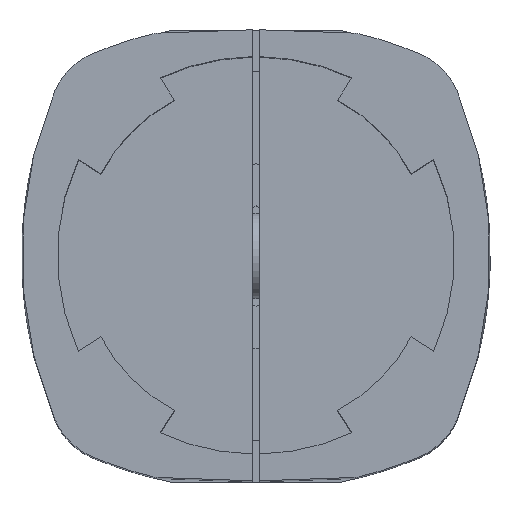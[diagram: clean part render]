
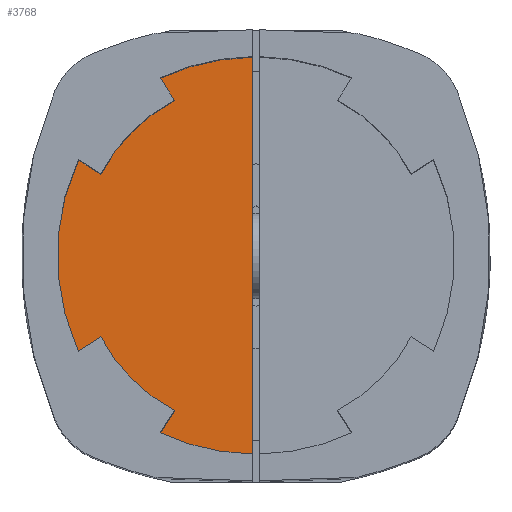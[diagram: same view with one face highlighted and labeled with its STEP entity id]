
A CAD part, top view. The second image highlights one B-rep face of the part: STEP entity #3768.
In plain terms, the highlighted face is planar.
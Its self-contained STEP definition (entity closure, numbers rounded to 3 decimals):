
#256=FACE_OUTER_BOUND('',#473,.T.);
#473=EDGE_LOOP('',(#2701,#2702,#2703,#2704,#2705,#2706,#2707,#2708,#2709,
#2710));
#713=LINE('',#5673,#1066);
#732=LINE('',#5740,#1085);
#733=LINE('',#5744,#1086);
#734=LINE('',#5748,#1087);
#735=LINE('',#5752,#1088);
#1066=VECTOR('',#4557,27.996);
#1085=VECTOR('',#4630,1.867);
#1086=VECTOR('',#4633,1.867);
#1087=VECTOR('',#4636,1.867);
#1088=VECTOR('',#4639,1.867);
#1407=CIRCLE('',#4066,16.);
#1408=CIRCLE('',#4067,12.35);
#1409=CIRCLE('',#4068,16.);
#1410=CIRCLE('',#4069,12.35);
#1411=CIRCLE('',#4070,16.);
#1581=VERTEX_POINT('',#5671);
#1582=VERTEX_POINT('',#5672);
#1602=VERTEX_POINT('',#5737);
#1603=VERTEX_POINT('',#5739);
#1604=VERTEX_POINT('',#5741);
#1605=VERTEX_POINT('',#5743);
#1606=VERTEX_POINT('',#5745);
#1607=VERTEX_POINT('',#5747);
#1608=VERTEX_POINT('',#5749);
#1609=VERTEX_POINT('',#5751);
#1989=EDGE_CURVE('',#1581,#1582,#713,.T.);
#2022=EDGE_CURVE('',#1602,#1581,#1407,.T.);
#2023=EDGE_CURVE('',#1603,#1602,#732,.T.);
#2024=EDGE_CURVE('',#1604,#1603,#1408,.T.);
#2025=EDGE_CURVE('',#1605,#1604,#733,.T.);
#2026=EDGE_CURVE('',#1606,#1605,#1409,.T.);
#2027=EDGE_CURVE('',#1607,#1606,#734,.T.);
#2028=EDGE_CURVE('',#1608,#1607,#1410,.T.);
#2029=EDGE_CURVE('',#1609,#1608,#735,.T.);
#2030=EDGE_CURVE('',#1582,#1609,#1411,.T.);
#2701=ORIENTED_EDGE('',*,*,#2022,.F.);
#2702=ORIENTED_EDGE('',*,*,#2023,.F.);
#2703=ORIENTED_EDGE('',*,*,#2024,.F.);
#2704=ORIENTED_EDGE('',*,*,#2025,.F.);
#2705=ORIENTED_EDGE('',*,*,#2026,.F.);
#2706=ORIENTED_EDGE('',*,*,#2027,.F.);
#2707=ORIENTED_EDGE('',*,*,#2028,.F.);
#2708=ORIENTED_EDGE('',*,*,#2029,.F.);
#2709=ORIENTED_EDGE('',*,*,#2030,.F.);
#2710=ORIENTED_EDGE('',*,*,#1989,.F.);
#3621=PLANE('',#4065);
#3768=ADVANCED_FACE('',(#256),#3621,.T.);
#4065=AXIS2_PLACEMENT_3D('',#5736,#4626,#4627);
#4066=AXIS2_PLACEMENT_3D('',#5738,#4628,#4629);
#4067=AXIS2_PLACEMENT_3D('',#5742,#4631,#4632);
#4068=AXIS2_PLACEMENT_3D('',#5746,#4634,#4635);
#4069=AXIS2_PLACEMENT_3D('',#5750,#4637,#4638);
#4070=AXIS2_PLACEMENT_3D('',#5753,#4640,#4641);
#4557=DIRECTION('',(0.,0.,1.));
#4626=DIRECTION('center_axis',(0.,1.,0.));
#4627=DIRECTION('ref_axis',(-1.,0.,0.));
#4628=DIRECTION('center_axis',(0.,-1.,0.));
#4629=DIRECTION('ref_axis',(-0.422,0.,-0.907));
#4630=DIRECTION('',(-0.536,0.,-0.844));
#4631=DIRECTION('center_axis',(0.,-1.,0.));
#4632=DIRECTION('ref_axis',(-0.885,0.,-0.466));
#4633=DIRECTION('',(0.844,0.,0.536));
#4634=DIRECTION('center_axis',(0.,-1.,0.));
#4635=DIRECTION('ref_axis',(-0.907,0.,0.422));
#4636=DIRECTION('',(-0.844,0.,0.536));
#4637=DIRECTION('center_axis',(0.,-1.,0.));
#4638=DIRECTION('ref_axis',(-0.466,0.,0.885));
#4639=DIRECTION('',(0.536,0.,-0.844));
#4640=DIRECTION('center_axis',(0.,-1.,0.));
#4641=DIRECTION('ref_axis',(-0.016,0.,1.));
#5671=CARTESIAN_POINT('',(-0.25,27.,-13.998));
#5672=CARTESIAN_POINT('',(-0.25,27.,13.998));
#5673=CARTESIAN_POINT('',(-0.25,27.,-13.998));
#5736=CARTESIAN_POINT('Origin',(0.,27.,0.));
#5737=CARTESIAN_POINT('',(-6.75,27.,-12.506));
#5738=CARTESIAN_POINT('Origin',(0.,27.,2.));
#5739=CARTESIAN_POINT('',(-5.75,27.,-10.93));
#5740=CARTESIAN_POINT('',(-5.75,27.,-10.93));
#5741=CARTESIAN_POINT('',(-10.93,27.,-5.75));
#5742=CARTESIAN_POINT('Origin',(0.,27.,0.));
#5743=CARTESIAN_POINT('',(-12.506,27.,-6.75));
#5744=CARTESIAN_POINT('',(-12.506,27.,-6.75));
#5745=CARTESIAN_POINT('',(-12.506,27.,6.75));
#5746=CARTESIAN_POINT('Origin',(2.,27.,0.));
#5747=CARTESIAN_POINT('',(-10.93,27.,5.75));
#5748=CARTESIAN_POINT('',(-10.93,27.,5.75));
#5749=CARTESIAN_POINT('',(-5.75,27.,10.93));
#5750=CARTESIAN_POINT('Origin',(0.,27.,0.));
#5751=CARTESIAN_POINT('',(-6.75,27.,12.506));
#5752=CARTESIAN_POINT('',(-6.75,27.,12.506));
#5753=CARTESIAN_POINT('Origin',(0.,27.,-2.));
